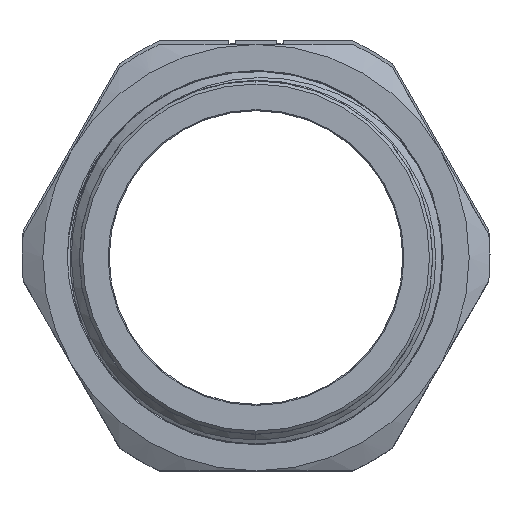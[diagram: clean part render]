
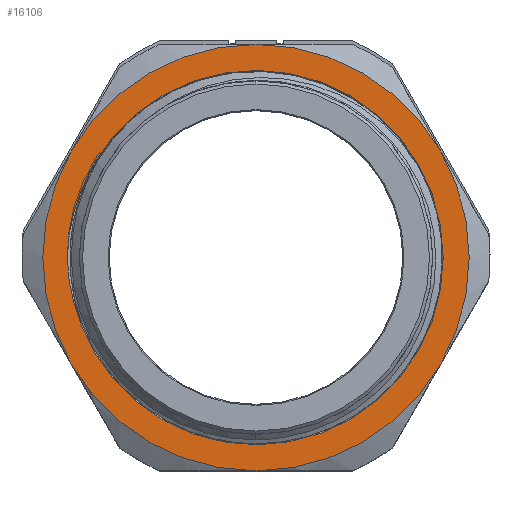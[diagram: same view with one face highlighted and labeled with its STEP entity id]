
A CAD part, top view. The second image highlights one B-rep face of the part: STEP entity #16106.
In plain terms, the highlighted planar face has unit normal (0, 0, 1).
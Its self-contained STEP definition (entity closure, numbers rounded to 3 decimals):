
#5413=CARTESIAN_POINT('',(0.,0.,-2.));
#5414=DIRECTION('',(0.,0.,-1.));
#5415=DIRECTION('',(-0.866,0.5,0.));
#5416=AXIS2_PLACEMENT_3D('',#5413,#5414,#5415);
#5418=CARTESIAN_POINT('',(0.,0.,-2.));
#5419=DIRECTION('',(0.,0.,-1.));
#5420=DIRECTION('',(-0.5,0.866,0.));
#5421=AXIS2_PLACEMENT_3D('',#5418,#5419,#5420);
#5423=CARTESIAN_POINT('',(0.,0.,-2.));
#5424=DIRECTION('',(0.,0.,-1.));
#5425=DIRECTION('',(0.,1.,0.));
#5426=AXIS2_PLACEMENT_3D('',#5423,#5424,#5425);
#5428=CARTESIAN_POINT('',(0.,0.,-2.));
#5429=DIRECTION('',(0.,0.,-1.));
#5430=DIRECTION('',(0.866,0.5,0.));
#5431=AXIS2_PLACEMENT_3D('',#5428,#5429,#5430);
#5433=CARTESIAN_POINT('',(0.,0.,-2.));
#5434=DIRECTION('',(0.,0.,-1.));
#5435=DIRECTION('',(0.866,-0.5,0.));
#5436=AXIS2_PLACEMENT_3D('',#5433,#5434,#5435);
#5438=CARTESIAN_POINT('',(0.,0.,-2.));
#5439=DIRECTION('',(0.,0.,-1.));
#5440=DIRECTION('',(0.5,-0.866,0.));
#5441=AXIS2_PLACEMENT_3D('',#5438,#5439,#5440);
#5443=CARTESIAN_POINT('',(0.,0.,-2.));
#5444=DIRECTION('',(0.,0.,-1.));
#5445=DIRECTION('',(0.,-1.,0.));
#5446=AXIS2_PLACEMENT_3D('',#5443,#5444,#5445);
#5448=CARTESIAN_POINT('',(0.,0.,-2.));
#5449=DIRECTION('',(0.,0.,-1.));
#5450=DIRECTION('',(-0.866,-0.5,0.));
#5451=AXIS2_PLACEMENT_3D('',#5448,#5449,#5450);
#5453=CARTESIAN_POINT('',(-16.829,6.385,
-2.));
#5454=CARTESIAN_POINT('',(-17.035,5.879,
-2.));
#5455=CARTESIAN_POINT('',(-17.396,4.854,
-2.));
#5456=CARTESIAN_POINT('',(-17.805,3.258,
-2.));
#5457=CARTESIAN_POINT('',(-18.063,1.632,
-2.));
#5458=CARTESIAN_POINT('',(-18.137,0.546,
-2.));
#5459=CARTESIAN_POINT('',(-18.15,0.,
-2.));
#5461=CARTESIAN_POINT('',(-18.15,0.,
-2.));
#5462=CARTESIAN_POINT('',(-18.137,-0.547,
-2.));
#5463=CARTESIAN_POINT('',(-18.062,-1.636,
-2.));
#5464=CARTESIAN_POINT('',(-17.805,-3.262,
-2.));
#5465=CARTESIAN_POINT('',(-17.396,-4.854,
-2.));
#5466=CARTESIAN_POINT('',(-17.034,-5.882,
-2.));
#5467=CARTESIAN_POINT('',(-16.829,-6.387,
-2.));
#5752=CARTESIAN_POINT('',(0.,0.,-2.));
#5753=DIRECTION('',(0.,0.,-1.));
#5754=DIRECTION('',(-0.935,0.355,0.));
#5755=AXIS2_PLACEMENT_3D('',#5752,#5753,#5754);
#7954=VERTEX_POINT('',#5461);
#7955=VERTEX_POINT('',#5467);
#7956=VERTEX_POINT('',#5453);
#7957=CARTESIAN_POINT('',(-10.25,17.754,-2.));
#7958=CARTESIAN_POINT('',(0.,20.5,-2.));
#7959=VERTEX_POINT('',#7957);
#7960=VERTEX_POINT('',#7958);
#7961=CARTESIAN_POINT('',(-17.754,10.25,-2.));
#7962=VERTEX_POINT('',#7961);
#7963=CARTESIAN_POINT('',(17.754,10.25,-2.));
#7964=VERTEX_POINT('',#7963);
#7965=CARTESIAN_POINT('',(17.754,-10.25,-2.));
#7966=VERTEX_POINT('',#7965);
#7967=CARTESIAN_POINT('',(10.25,-17.754,-2.));
#7968=CARTESIAN_POINT('',(0.,-20.5,-2.));
#7969=VERTEX_POINT('',#7967);
#7970=VERTEX_POINT('',#7968);
#7971=CARTESIAN_POINT('',(-17.754,-10.25,-2.));
#7972=VERTEX_POINT('',#7971);
#16079=CARTESIAN_POINT('',(0.,0.,-2.));
#16080=DIRECTION('',(0.,0.,1.));
#16081=DIRECTION('',(0.866,0.5,0.));
#16082=AXIS2_PLACEMENT_3D('',#16079,#16080,#16081);
#16083=PLANE('',#16082);
#16084=ORIENTED_EDGE('',*,*,#15683,.T.);
#16085=ORIENTED_EDGE('',*,*,#15681,.T.);
#16087=ORIENTED_EDGE('',*,*,#16086,.T.);
#16089=ORIENTED_EDGE('',*,*,#16088,.T.);
#16091=ORIENTED_EDGE('',*,*,#16090,.T.);
#16093=ORIENTED_EDGE('',*,*,#16092,.T.);
#16095=ORIENTED_EDGE('',*,*,#16094,.T.);
#16096=ORIENTED_EDGE('',*,*,#16066,.T.);
#16097=EDGE_LOOP('',(#16084,#16085,#16087,#16089,#16091,#16093,#16095,#16096));
#16098=FACE_OUTER_BOUND('',#16097,.F.);
#16100=ORIENTED_EDGE('',*,*,#16099,.T.);
#16101=ORIENTED_EDGE('',*,*,#13332,.T.);
#16103=ORIENTED_EDGE('',*,*,#16102,.F.);
#16104=EDGE_LOOP('',(#16100,#16101,#16103));
#16105=FACE_BOUND('',#16104,.F.);
#16106=ADVANCED_FACE('',(#16098,#16105),#16083,.T.);
#5417=CIRCLE('',#5416,20.5);
#5422=CIRCLE('',#5421,20.5);
#5427=CIRCLE('',#5426,20.5);
#5432=CIRCLE('',#5431,20.5);
#5437=CIRCLE('',#5436,20.5);
#5442=CIRCLE('',#5441,20.5);
#5447=CIRCLE('',#5446,20.5);
#5452=CIRCLE('',#5451,20.5);
#5460=B_SPLINE_CURVE_WITH_KNOTS('',3,(#5453,#5454,#5455,#5456,#5457,#5458,
#5459),.UNSPECIFIED.,.F.,.F.,(4,1,1,1,4),(0.,0.25,0.5,0.75,1.),
.UNSPECIFIED.);
#5468=B_SPLINE_CURVE_WITH_KNOTS('',3,(#5461,#5462,#5463,#5464,#5465,#5466,
#5467),.UNSPECIFIED.,.F.,.F.,(4,1,1,1,4),(0.,0.25,0.5,0.75,1.),
.UNSPECIFIED.);
#5756=CIRCLE('',#5755,18.);
#13332=EDGE_CURVE('',#7954,#7955,#5468,.T.);
#15681=EDGE_CURVE('',#7959,#7960,#5422,.T.);
#15683=EDGE_CURVE('',#7962,#7959,#5417,.T.);
#16066=EDGE_CURVE('',#7972,#7962,#5452,.T.);
#16086=EDGE_CURVE('',#7960,#7964,#5427,.T.);
#16088=EDGE_CURVE('',#7964,#7966,#5432,.T.);
#16090=EDGE_CURVE('',#7966,#7969,#5437,.T.);
#16092=EDGE_CURVE('',#7969,#7970,#5442,.T.);
#16094=EDGE_CURVE('',#7970,#7972,#5447,.T.);
#16099=EDGE_CURVE('',#7956,#7954,#5460,.T.);
#16102=EDGE_CURVE('',#7956,#7955,#5756,.T.);
